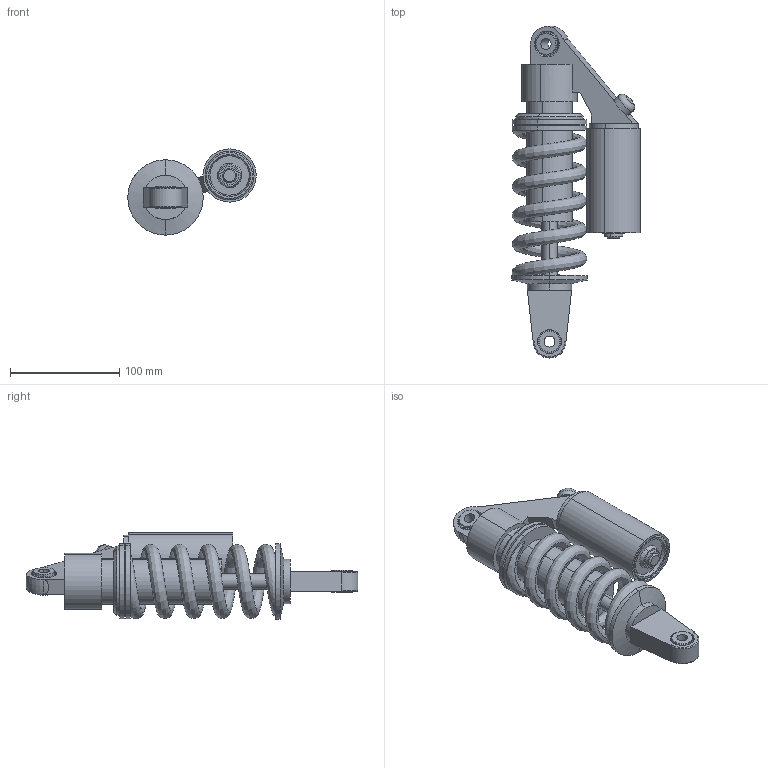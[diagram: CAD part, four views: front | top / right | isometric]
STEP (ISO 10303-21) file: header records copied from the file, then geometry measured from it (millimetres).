
FILE_DESCRIPTION (( 'STEP AP214' ), '1' );
FILE_NAME ('SpringDamper.STEP', '2019-01-26T03:42:58', ( 'pattaya2u' ), ( 'Microsoft' ), 'SwSTEP 2.0', 'SolidWorks 2018', '' );
FILE_SCHEMA (( 'AUTOMOTIVE_DESIGN' ));
Length unit declared in the file: metre
Products named in the file (4): ShockOuter; Spring68x12_CompressedRear300lbs1000ppi; ShockInner; SpringDamper
Assembly tree (3 placements, depth 2):
  SpringDamper
    ShockInner
    Spring68x12_CompressedRear300lbs1000ppi
    ShockOuter
Bounding box: 117.5 x 303.84 x 78.93 mm (x, y, z)
Volume: 660235.4 mm3; surface area: 115822.2 mm2
Topology: 4 solids, 4 shells, 140 faces, 295 edges, 184 vertices
Faces by surface type: plane 57, cylinder 51, cone 20, torus 10, bspline 2
Entity records: 11463 total; most frequent: CARTESIAN_POINT 6735, DIRECTION 738, ORIENTED_EDGE 590, AXIS2_PLACEMENT_3D 307, EDGE_CURVE 295, VERTEX_POINT 184, EDGE_LOOP 165, CIRCLE 163
